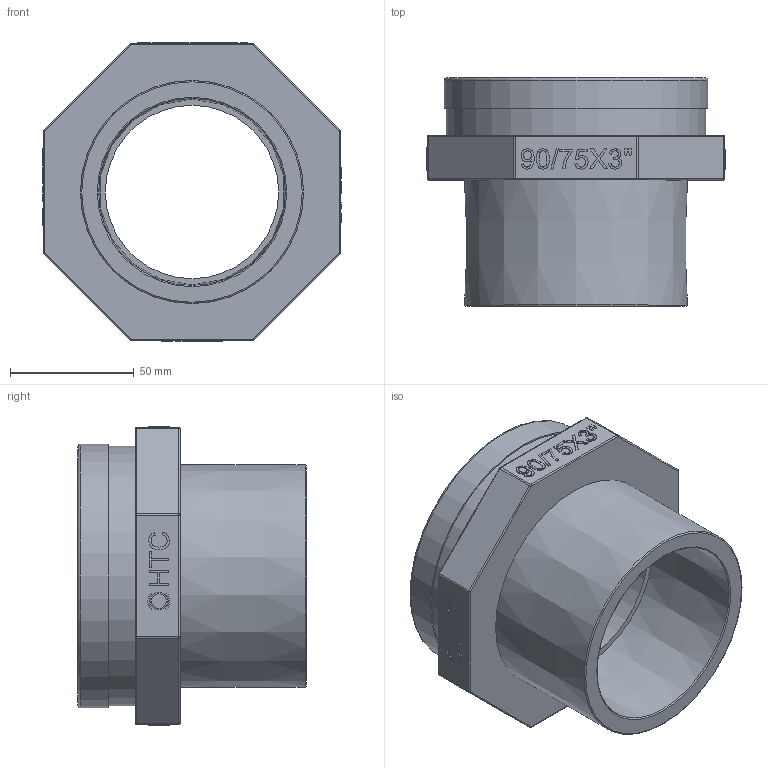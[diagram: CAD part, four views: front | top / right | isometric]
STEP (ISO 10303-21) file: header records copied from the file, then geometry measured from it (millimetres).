
FILE_DESCRIPTION(/* description */ (''),/* implementation_level */ '2;1');
FILE_NAME(/* name */ 'AF0351.090.090.step',/* time_stamp */ '2026-01-22T10:00:18+01:00',/* author */ (''),/* organization */ (''),/* preprocessor_version */ 'ST-DEVELOPER v20.1',/* originating_system */ 'Autodesk Translation Framework v14.21.0.0',/* authorisation */ '');
FILE_SCHEMA (('AUTOMOTIVE_DESIGN { 1 0 10303 214 3 1 1 }'));
Length unit declared in the file: millimetre
Products named in the file (1): 2026-01-22-08-42-07-446
Bounding box: 120.5 x 92.39 x 120.5 mm (x, y, z)
Volume: 294267.9 mm3; surface area: 87193.5 mm2
Topology: 2 solids, 2 shells, 288 faces, 709 edges, 461 vertices
Faces by surface type: plane 155, cylinder 64, bspline 61, torus 6, cone 2
Full cylindrical faces by diameter (mm): 6 x1, 7 x1, 70 x1, 84.926 x12, 87.884 x13, 88.569 x1, 90 x1, 105 x1, 105.3 x1, 106.47 x1
Entity records: 16322 total; most frequent: CARTESIAN_POINT 9832, ORIENTED_EDGE 1418, DIRECTION 1132, EDGE_CURVE 709, VERTEX_POINT 461, LINE 450, VECTOR 450, AXIS2_PLACEMENT_3D 341
